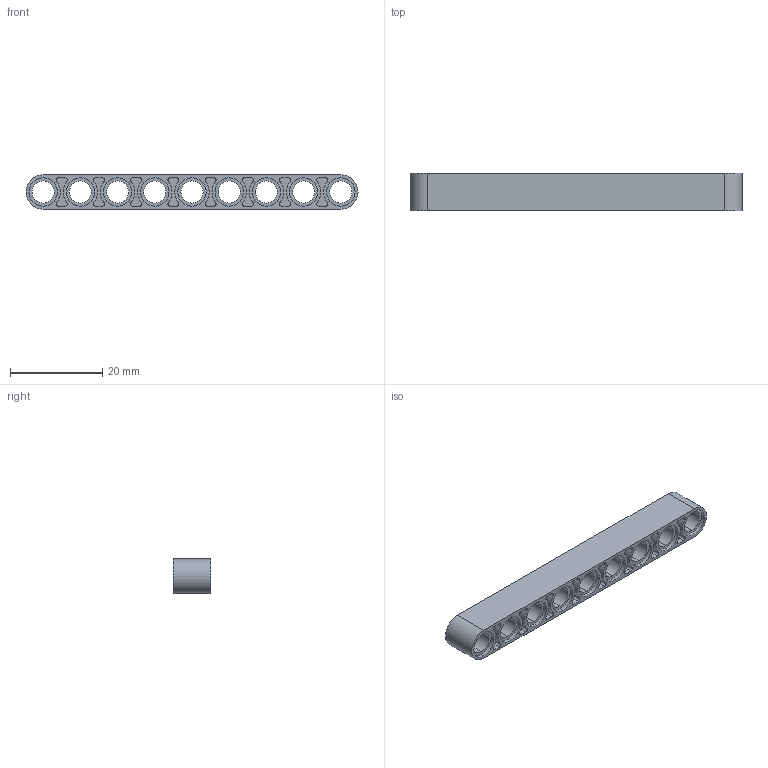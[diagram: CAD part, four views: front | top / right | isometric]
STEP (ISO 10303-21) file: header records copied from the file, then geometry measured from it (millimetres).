
FILE_DESCRIPTION (( 'STEP AP214' ), '1' );
FILE_NAME ('lab 4 beam 9.STEP', '2023-11-08T06:18:15', ( '' ), ( '' ), 'SwSTEP 2.0', 'SolidWorks 2022', '' );
FILE_SCHEMA (( 'AUTOMOTIVE_DESIGN' ));
Length unit declared in the file: centimetre
Products named in the file (1): lab 4 beam 9
Bounding box: 71.96 x 8.06 x 7.44 mm (x, y, z)
Volume: 2332.1 mm3; surface area: 3921.2 mm2
Topology: 1 solids, 1 shells, 222 faces, 558 edges, 372 vertices
Faces by surface type: cylinder 152, plane 70
Entity records: 6876 total; most frequent: DIRECTION 1308, CARTESIAN_POINT 1153, ORIENTED_EDGE 1116, EDGE_CURVE 558, AXIS2_PLACEMENT_3D 527, VERTEX_POINT 372, CIRCLE 304, EDGE_LOOP 274
